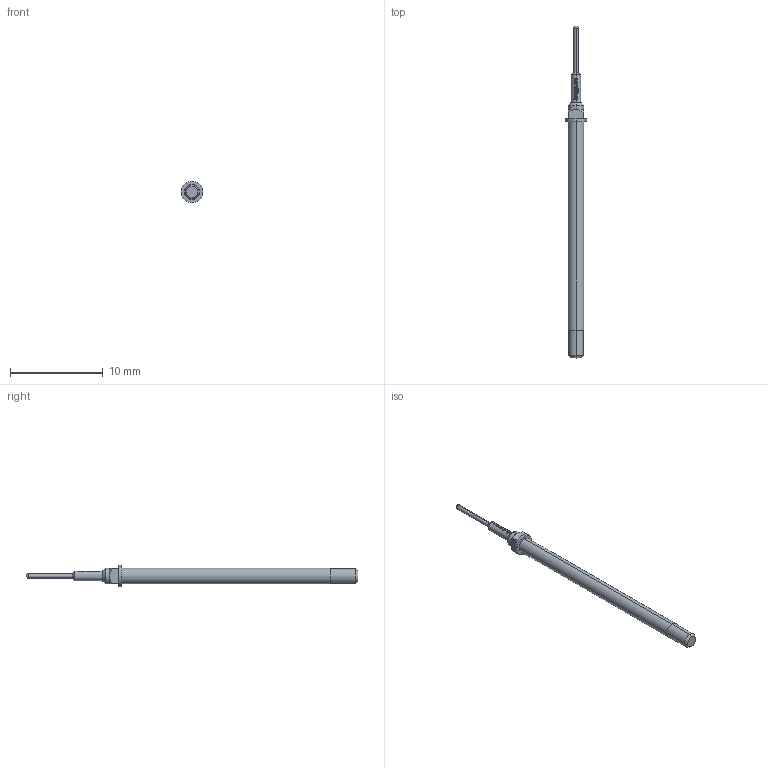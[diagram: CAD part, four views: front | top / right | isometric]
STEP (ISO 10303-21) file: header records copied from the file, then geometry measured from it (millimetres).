
FILE_DESCRIPTION (( 'STEP AP203' ), '1' );
FILE_NAME ('INGUN_GKS-112_305_050_A_xx02_M.STEP', '2022-01-17T08:09:54', ( 'ochi' ), ( '' ), 'SwSTEP 2.0', 'SolidWorks 2018', '' );
FILE_SCHEMA (( 'CONFIG_CONTROL_DESIGN' ));
Length unit declared in the file: millimetre
Products named in the file (1): INGUN_GKS-112_305_050_A_xx02_M
Bounding box: 2.3 x 35.8 x 2.3 mm (x, y, z)
Volume: 63 mm3; surface area: 167.9 mm2
Topology: 1 solids, 1 shells, 116 faces, 319 edges, 208 vertices
Faces by surface type: plane 52, cylinder 31, bspline 22, cone 10, sphere 1
Entity records: 4005 total; most frequent: CARTESIAN_POINT 1139, ORIENTED_EDGE 632, DIRECTION 526, EDGE_CURVE 316, AXIS2_PLACEMENT_3D 209, VERTEX_POINT 206, EDGE_LOOP 120, ADVANCED_FACE 116
